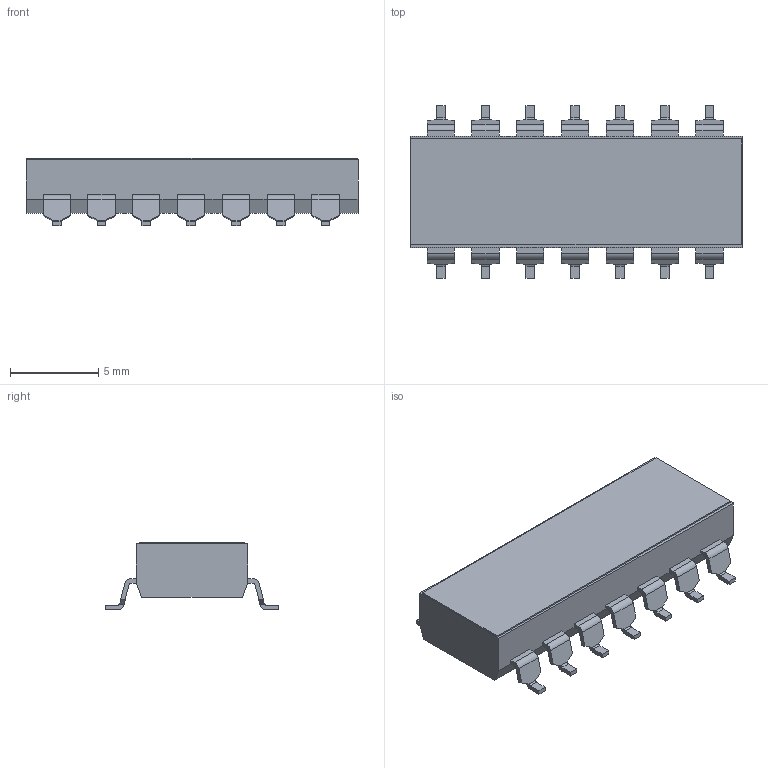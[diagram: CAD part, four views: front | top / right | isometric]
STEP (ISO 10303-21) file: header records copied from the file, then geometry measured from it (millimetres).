
FILE_DESCRIPTION(/* description */ (''),/* implementation_level */ '2;1');
FILE_NAME(/* name */ 'KAE07TGGx.stp',/* time_stamp */ '2025-05-21T09:58:55-05:00',/* author */ ('mroman'),/* organization */ (''),/* preprocessor_version */ 'ST-DEVELOPER v18.1',/* originating_system */ 'Autodesk Inventor 2022',/* authorisation */ '');
FILE_SCHEMA (('AUTOMOTIVE_DESIGN { 1 0 10303 214 3 1 1 }'));
Length unit declared in the file: centimetre
Products named in the file (1): KAE07TGGx
Bounding box: 18.82 x 9.8 x 3.83 mm (x, y, z)
Volume: 373.9 mm3; surface area: 537.1 mm2
Topology: 1 solids, 8 shells, 356 faces, 940 edges, 594 vertices
Faces by surface type: plane 300, cylinder 56
Entity records: 10801 total; most frequent: CARTESIAN_POINT 1891, ORIENTED_EDGE 1880, DIRECTION 1766, EDGE_CURVE 940, LINE 828, VECTOR 828, VERTEX_POINT 594, AXIS2_PLACEMENT_3D 469
